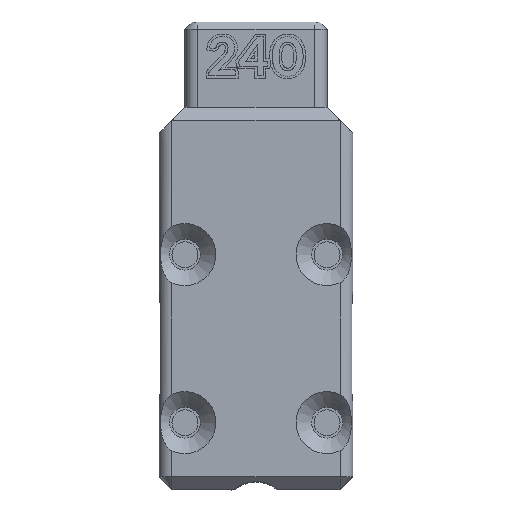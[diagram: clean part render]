
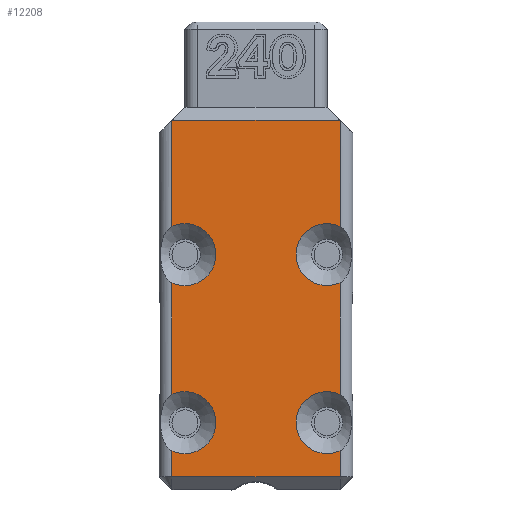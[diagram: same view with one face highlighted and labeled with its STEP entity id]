
A CAD part, top view. The second image highlights one B-rep face of the part: STEP entity #12208.
In plain terms, the highlighted planar face has unit normal (0, 0, 1).
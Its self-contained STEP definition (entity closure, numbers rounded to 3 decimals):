
#172=CIRCLE('',#12726,2.4);
#173=CIRCLE('',#12727,2.4);
#174=CIRCLE('',#12728,2.4);
#175=CIRCLE('',#12729,2.4);
#176=CIRCLE('',#12730,2.4);
#177=CIRCLE('',#12731,2.4);
#1691=FACE_OUTER_BOUND('',#2407,.T.);
#2407=EDGE_LOOP('',(#10460,#10461,#10462,#10463,#10464,#10465,#10466,#10467,
#10468,#10469,#10470,#10471,#10472,#10473));
#3308=LINE('',#22651,#4396);
#3309=LINE('',#22679,#4397);
#3310=LINE('',#22707,#4398);
#3353=LINE('',#23876,#4441);
#3364=LINE('',#23900,#4452);
#3365=LINE('',#23925,#4453);
#3366=LINE('',#23950,#4454);
#3367=LINE('',#23955,#4455);
#4396=VECTOR('',#14165,10.);
#4397=VECTOR('',#14166,10.);
#4398=VECTOR('',#14167,10.);
#4441=VECTOR('',#14312,10.);
#4452=VECTOR('',#14341,10.);
#4453=VECTOR('',#14342,10.);
#4454=VECTOR('',#14343,10.);
#4455=VECTOR('',#14352,10.);
#5604=VERTEX_POINT('',#22648);
#5605=VERTEX_POINT('',#22650);
#5607=VERTEX_POINT('',#22665);
#5608=VERTEX_POINT('',#22678);
#5610=VERTEX_POINT('',#22693);
#5611=VERTEX_POINT('',#22706);
#5666=VERTEX_POINT('',#23875);
#5670=VERTEX_POINT('',#23899);
#5671=VERTEX_POINT('',#23901);
#5672=VERTEX_POINT('',#23924);
#5673=VERTEX_POINT('',#23926);
#5674=VERTEX_POINT('',#23949);
#5675=VERTEX_POINT('',#23956);
#5676=VERTEX_POINT('',#23959);
#7210=EDGE_CURVE('',#5604,#5605,#3308,.T.);
#7213=EDGE_CURVE('',#5607,#5608,#3309,.T.);
#7216=EDGE_CURVE('',#5611,#5610,#3310,.T.);
#7300=EDGE_CURVE('',#5611,#5666,#3353,.T.);
#7312=EDGE_CURVE('',#5670,#5666,#3364,.T.);
#7314=EDGE_CURVE('',#5671,#5672,#3365,.T.);
#7316=EDGE_CURVE('',#5673,#5674,#3366,.T.);
#7318=EDGE_CURVE('',#5608,#5610,#172,.T.);
#7319=EDGE_CURVE('',#5605,#5607,#173,.T.);
#7320=EDGE_CURVE('',#5674,#5604,#3367,.T.);
#7321=EDGE_CURVE('',#5675,#5673,#174,.T.);
#7322=EDGE_CURVE('',#5672,#5675,#175,.T.);
#7323=EDGE_CURVE('',#5676,#5671,#176,.T.);
#7324=EDGE_CURVE('',#5670,#5676,#177,.T.);
#10460=ORIENTED_EDGE('',*,*,#7300,.F.);
#10461=ORIENTED_EDGE('',*,*,#7216,.T.);
#10462=ORIENTED_EDGE('',*,*,#7318,.F.);
#10463=ORIENTED_EDGE('',*,*,#7213,.F.);
#10464=ORIENTED_EDGE('',*,*,#7319,.F.);
#10465=ORIENTED_EDGE('',*,*,#7210,.F.);
#10466=ORIENTED_EDGE('',*,*,#7320,.F.);
#10467=ORIENTED_EDGE('',*,*,#7316,.F.);
#10468=ORIENTED_EDGE('',*,*,#7321,.F.);
#10469=ORIENTED_EDGE('',*,*,#7322,.F.);
#10470=ORIENTED_EDGE('',*,*,#7314,.F.);
#10471=ORIENTED_EDGE('',*,*,#7323,.F.);
#10472=ORIENTED_EDGE('',*,*,#7324,.F.);
#10473=ORIENTED_EDGE('',*,*,#7312,.T.);
#11574=PLANE('',#12725);
#12208=ADVANCED_FACE('',(#1691),#11574,.T.);
#12725=AXIS2_PLACEMENT_3D('',#23952,#14346,#14347);
#12726=AXIS2_PLACEMENT_3D('',#23953,#14348,#14349);
#12727=AXIS2_PLACEMENT_3D('',#23954,#14350,#14351);
#12728=AXIS2_PLACEMENT_3D('',#23957,#14353,#14354);
#12729=AXIS2_PLACEMENT_3D('',#23958,#14355,#14356);
#12730=AXIS2_PLACEMENT_3D('',#23960,#14357,#14358);
#12731=AXIS2_PLACEMENT_3D('',#23961,#14359,#14360);
#14165=DIRECTION('',(0.,-1.,0.));
#14166=DIRECTION('',(0.,-1.,0.));
#14167=DIRECTION('',(0.,1.,0.));
#14312=DIRECTION('',(-1.,0.,0.));
#14341=DIRECTION('',(0.,-1.,0.));
#14342=DIRECTION('',(0.,1.,0.));
#14343=DIRECTION('',(0.,1.,0.));
#14346=DIRECTION('center_axis',(0.,0.,1.));
#14347=DIRECTION('ref_axis',(1.,0.,0.));
#14348=DIRECTION('center_axis',(0.,0.,1.));
#14349=DIRECTION('ref_axis',(-1.,0.,0.));
#14350=DIRECTION('center_axis',(0.,0.,1.));
#14351=DIRECTION('ref_axis',(-1.,0.,0.));
#14352=DIRECTION('',(1.,0.,0.));
#14353=DIRECTION('center_axis',(0.,0.,1.));
#14354=DIRECTION('ref_axis',(-1.,0.,0.));
#14355=DIRECTION('center_axis',(0.,0.,1.));
#14356=DIRECTION('ref_axis',(-1.,0.,0.));
#14357=DIRECTION('center_axis',(0.,0.,1.));
#14358=DIRECTION('ref_axis',(-1.,0.,0.));
#14359=DIRECTION('center_axis',(0.,0.,1.));
#14360=DIRECTION('ref_axis',(-1.,0.,0.));
#22648=CARTESIAN_POINT('',(-8.,12.4,6.7));
#22650=CARTESIAN_POINT('',(-8.,4.182,6.7));
#22651=CARTESIAN_POINT('',(-8.,-6.55,6.7));
#22665=CARTESIAN_POINT('',(-8.,-0.182,6.7));
#22678=CARTESIAN_POINT('',(-8.,-8.818,6.7));
#22679=CARTESIAN_POINT('',(-8.,-6.55,6.7));
#22693=CARTESIAN_POINT('',(-8.,-13.182,6.7));
#22706=CARTESIAN_POINT('',(-8.,-15.2,6.7));
#22707=CARTESIAN_POINT('',(-8.,-6.55,6.7));
#23875=CARTESIAN_POINT('',(-21.,-15.2,6.7));
#23876=CARTESIAN_POINT('',(-18.25,-15.2,6.7));
#23899=CARTESIAN_POINT('',(-21.,-13.182,6.7));
#23900=CARTESIAN_POINT('',(-21.,6.75,6.7));
#23901=CARTESIAN_POINT('',(-21.,-8.818,6.7));
#23924=CARTESIAN_POINT('',(-21.,-0.182,6.7));
#23925=CARTESIAN_POINT('',(-21.,6.75,6.7));
#23926=CARTESIAN_POINT('',(-21.,4.182,6.7));
#23949=CARTESIAN_POINT('',(-21.,12.4,6.7));
#23950=CARTESIAN_POINT('',(-21.,6.75,6.7));
#23952=CARTESIAN_POINT('Origin',(-14.5,0.1,6.7));
#23953=CARTESIAN_POINT('Origin',(-9.,-11.,6.7));
#23954=CARTESIAN_POINT('Origin',(-9.,2.,6.7));
#23955=CARTESIAN_POINT('',(-10.75,12.4,6.7));
#23956=CARTESIAN_POINT('',(-17.6,2.,6.7));
#23957=CARTESIAN_POINT('Origin',(-20.,2.,6.7));
#23958=CARTESIAN_POINT('Origin',(-20.,2.,6.7));
#23959=CARTESIAN_POINT('',(-17.6,-11.,6.7));
#23960=CARTESIAN_POINT('Origin',(-20.,-11.,6.7));
#23961=CARTESIAN_POINT('Origin',(-20.,-11.,6.7));
